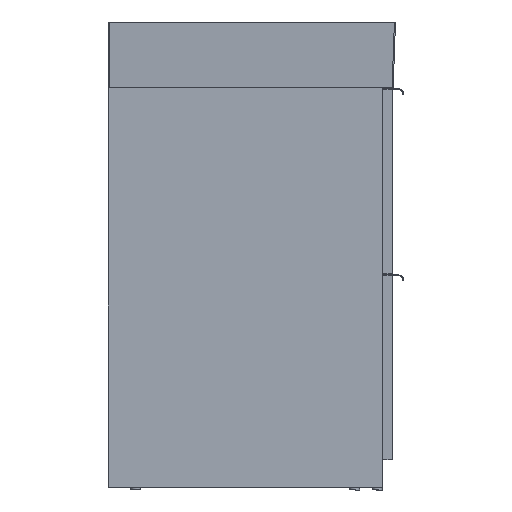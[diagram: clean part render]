
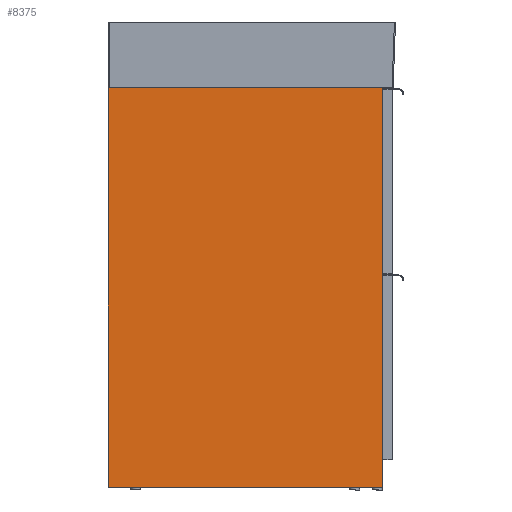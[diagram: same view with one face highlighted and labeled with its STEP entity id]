
A CAD part, left-side view. The second image highlights one B-rep face of the part: STEP entity #8375.
In plain terms, the highlighted planar face has unit normal (-1, 0, 0).
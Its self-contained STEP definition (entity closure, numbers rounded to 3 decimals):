
#1232=FACE_OUTER_BOUND('',#1801,.T.);
#1801=EDGE_LOOP('',(#6120,#6121,#6122,#6123));
#2528=LINE('',#12669,#3161);
#2532=LINE('',#12677,#3165);
#2535=LINE('',#12683,#3168);
#2538=LINE('',#12688,#3171);
#3161=VECTOR('',#10335,1.);
#3165=VECTOR('',#10341,1.);
#3168=VECTOR('',#10346,1.);
#3171=VECTOR('',#10351,1.);
#3700=VERTEX_POINT('',#12667);
#3701=VERTEX_POINT('',#12668);
#3704=VERTEX_POINT('',#12676);
#3706=VERTEX_POINT('',#12682);
#4551=EDGE_CURVE('',#3700,#3701,#2528,.T.);
#4555=EDGE_CURVE('',#3701,#3704,#2532,.T.);
#4558=EDGE_CURVE('',#3704,#3706,#2535,.T.);
#4561=EDGE_CURVE('',#3706,#3700,#2538,.T.);
#6120=ORIENTED_EDGE('',*,*,#4561,.T.);
#6121=ORIENTED_EDGE('',*,*,#4551,.T.);
#6122=ORIENTED_EDGE('',*,*,#4555,.T.);
#6123=ORIENTED_EDGE('',*,*,#4558,.T.);
#8121=PLANE('',#9058);
#8375=ADVANCED_FACE('',(#1232),#8121,.T.);
#9058=AXIS2_PLACEMENT_3D('',#12691,#10355,#10356);
#10335=DIRECTION('',(0.,0.,-1.));
#10341=DIRECTION('',(0.,-1.,0.));
#10346=DIRECTION('',(0.,0.,1.));
#10351=DIRECTION('',(0.,1.,0.));
#10355=DIRECTION('center_axis',(-1.,0.,0.));
#10356=DIRECTION('ref_axis',(0.,0.,1.));
#12667=CARTESIAN_POINT('',(-1005.766,-24.827,730.));
#12668=CARTESIAN_POINT('',(-1005.766,-24.827,0.));
#12669=CARTESIAN_POINT('',(-1005.766,-24.827,730.));
#12676=CARTESIAN_POINT('',(-1005.766,-524.827,0.));
#12677=CARTESIAN_POINT('',(-1005.766,-24.827,0.));
#12682=CARTESIAN_POINT('',(-1005.766,-524.827,730.));
#12683=CARTESIAN_POINT('',(-1005.766,-524.827,0.));
#12688=CARTESIAN_POINT('',(-1005.766,-524.827,730.));
#12691=CARTESIAN_POINT('Origin',(-1005.766,-274.827,365.));
